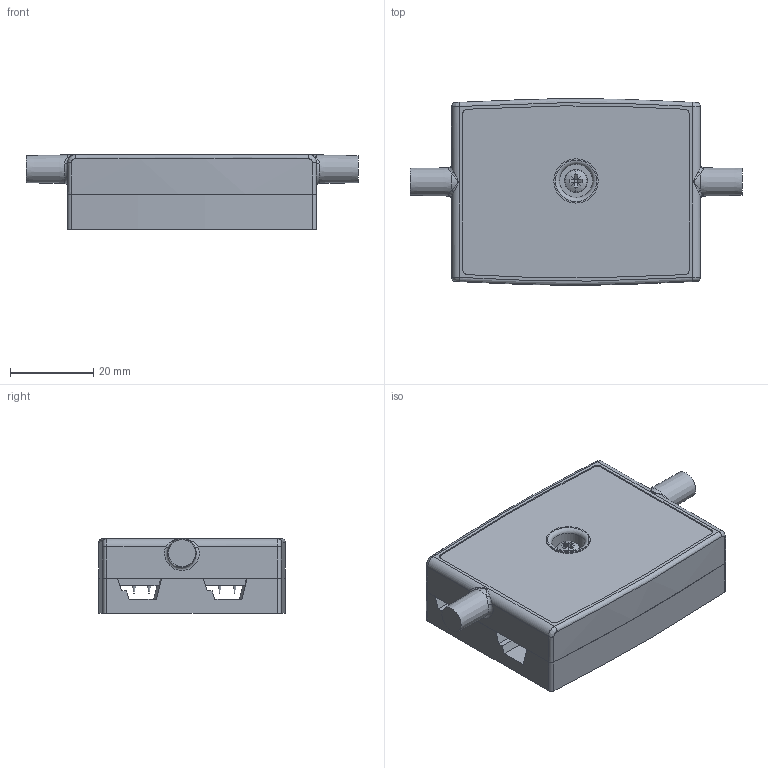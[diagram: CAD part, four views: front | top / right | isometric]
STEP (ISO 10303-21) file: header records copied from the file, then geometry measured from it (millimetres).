
FILE_DESCRIPTION(/* description */ ('Alibre Inc.'),/* implementation_level */ '2;1');
FILE_NAME(/* name */ 'export-E7782F22-D38F-4C87-BB1B-74F969B8E685',/* time_stamp */ '2024-12-17T10:36:42+01:00',/* author */ (''),/* organization */ (''),/* preprocessor_version */ 'ST-DEVELOPER v17',/* originating_system */ 'Alibre',/* authorisation */ '');
FILE_SCHEMA (('AUTOMOTIVE_DESIGN'));
Length unit declared in the file: millimetre
Products named in the file (4): 2; BENE INOX | 210216-3X30
Bounding box: 80 x 44.97 x 18 mm (x, y, z)
Volume: 42311.8 mm3; surface area: 17022.3 mm2
Topology: 3 solids, 4 shells, 228 faces, 548 edges, 354 vertices
Faces by surface type: plane 118, bspline 34, cylinder 34, torus 20, cone 20, sphere 2
Full cylindrical faces by diameter (mm): 3 x1, 3.18 x4, 3.5 x2, 8 x1, 10.67 x1
Entity records: 10910 total; most frequent: CARTESIAN_POINT 5964, ORIENTED_EDGE 992, DIRECTION 835, EDGE_CURVE 496, AXIS2_PLACEMENT_3D 362, VERTEX_POINT 344, EDGE_LOOP 306, FACE_BOUND 306
